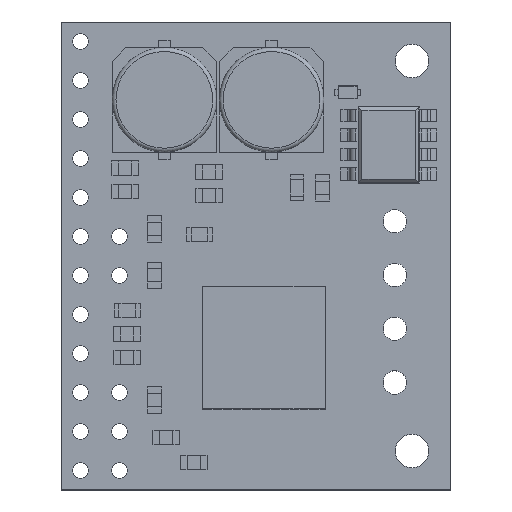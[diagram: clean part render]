
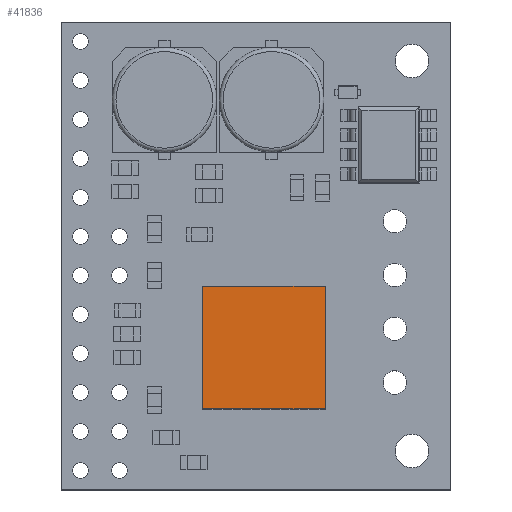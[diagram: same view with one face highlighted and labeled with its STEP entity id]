
A CAD part, top view. The second image highlights one B-rep face of the part: STEP entity #41836.
In plain terms, the highlighted planar face has unit normal (0, 0, 1).
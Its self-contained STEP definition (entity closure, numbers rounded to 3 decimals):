
#966 = CARTESIAN_POINT ( 'NONE',  ( 9.208, 13.271, 3.775 ) ) ;
#1839 = AXIS2_PLACEMENT_3D ( 'NONE', #23887, #27260, #34513 ) ;
#2302 = DIRECTION ( 'NONE',  ( 0., -1., 0. ) ) ;
#3900 = ORIENTED_EDGE ( 'NONE', *, *, #8987, .T. ) ;
#5948 = PLANE ( 'NONE',  #1839 ) ;
#8112 = DIRECTION ( 'NONE',  ( -1., 0., 0. ) ) ;
#8987 = EDGE_CURVE ( 'NONE', #19566, #36409, #34165, .T. ) ;
#10569 = CARTESIAN_POINT ( 'NONE',  ( 17.208, 13.271, 3.775 ) ) ;
#11663 = DIRECTION ( 'NONE',  ( 0., 1., 0. ) ) ;
#13924 = LINE ( 'NONE', #34243, #32637 ) ;
#14481 = ORIENTED_EDGE ( 'NONE', *, *, #23237, .T. ) ;
#15655 = CARTESIAN_POINT ( 'NONE',  ( 17.208, 13.271, 3.775 ) ) ;
#15797 = ORIENTED_EDGE ( 'NONE', *, *, #44960, .T. ) ;
#19392 = CARTESIAN_POINT ( 'NONE',  ( 9.208, 5.271, 3.775 ) ) ;
#19566 = VERTEX_POINT ( 'NONE', #10569 ) ;
#19678 = EDGE_CURVE ( 'NONE', #39341, #37267, #44357, .T. ) ;
#20224 = EDGE_LOOP ( 'NONE', ( #15797, #23749, #14481, #3900 ) ) ;
#22125 = FACE_OUTER_BOUND ( 'NONE', #20224, .T. ) ;
#23237 = EDGE_CURVE ( 'NONE', #37267, #19566, #42903, .T. ) ;
#23749 = ORIENTED_EDGE ( 'NONE', *, *, #19678, .T. ) ;
#23887 = CARTESIAN_POINT ( 'NONE',  ( 13.208, 9.271, 3.775 ) ) ;
#25596 = CARTESIAN_POINT ( 'NONE',  ( 17.208, 5.271, 3.775 ) ) ;
#27260 = DIRECTION ( 'NONE',  ( 0., 0., 1. ) ) ;
#27280 = VECTOR ( 'NONE', #29296, 1000. ) ;
#29296 = DIRECTION ( 'NONE',  ( 1., 0., 0. ) ) ;
#30094 = CARTESIAN_POINT ( 'NONE',  ( 17.208, 5.271, 3.775 ) ) ;
#32637 = VECTOR ( 'NONE', #2302, 1000. ) ;
#34165 = LINE ( 'NONE', #15655, #42742 ) ;
#34243 = CARTESIAN_POINT ( 'NONE',  ( 9.208, 5.271, 3.775 ) ) ;
#34513 = DIRECTION ( 'NONE',  ( 1., 0., 0. ) ) ;
#36409 = VERTEX_POINT ( 'NONE', #966 ) ;
#37267 = VERTEX_POINT ( 'NONE', #30094 ) ;
#39341 = VERTEX_POINT ( 'NONE', #19392 ) ;
#40067 = VECTOR ( 'NONE', #11663, 1000. ) ;
#41836 = ADVANCED_FACE ( 'NONE', ( #22125 ), #5948, .T. ) ;
#42742 = VECTOR ( 'NONE', #8112, 1000. ) ;
#42903 = LINE ( 'NONE', #44095, #40067 ) ;
#44095 = CARTESIAN_POINT ( 'NONE',  ( 17.208, 5.271, 3.775 ) ) ;
#44357 = LINE ( 'NONE', #25596, #27280 ) ;
#44960 = EDGE_CURVE ( 'NONE', #36409, #39341, #13924, .T. ) ;
